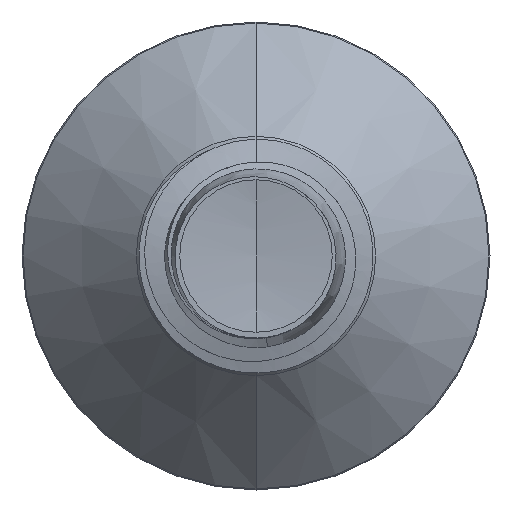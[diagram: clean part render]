
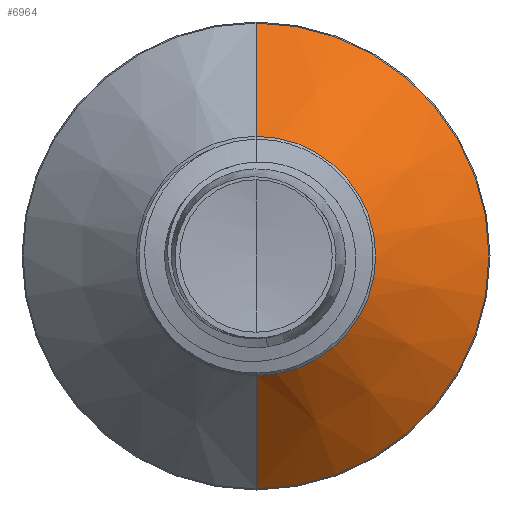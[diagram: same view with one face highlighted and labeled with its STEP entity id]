
A CAD part, front view. The second image highlights one B-rep face of the part: STEP entity #6964.
In plain terms, the highlighted conical face has half-angle 45 degrees and reference radius 2.302 mm.
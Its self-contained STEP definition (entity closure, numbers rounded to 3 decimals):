
#247 = AXIS2_PLACEMENT_3D ( 'NONE', #1234, #7866, #2225 ) ;
#343 = CIRCLE ( 'NONE', #247, 2.302 ) ;
#770 = DIRECTION ( 'NONE',  ( 0., 0.707, 0.707 ) ) ;
#1234 = CARTESIAN_POINT ( 'NONE',  ( 0., 2.102, 0. ) ) ;
#1662 = CARTESIAN_POINT ( 'NONE',  ( 0., 2.102, -2.302 ) ) ;
#1676 = EDGE_CURVE ( 'NONE', #5858, #8001, #2634, .T. ) ;
#1757 = CARTESIAN_POINT ( 'NONE',  ( 0., 2.102, 2.302 ) ) ;
#2140 = EDGE_LOOP ( 'NONE', ( #11603, #7214, #5021, #8387 ) ) ;
#2225 = DIRECTION ( 'NONE',  ( 0., 0., 1. ) ) ;
#2273 = VERTEX_POINT ( 'NONE', #9723 ) ;
#2436 = DIRECTION ( 'NONE',  ( 0., 0.707, -0.707 ) ) ;
#2485 = VECTOR ( 'NONE', #770, 1000. ) ;
#2634 = LINE ( 'NONE', #6193, #2705 ) ;
#2636 = LINE ( 'NONE', #1757, #2485 ) ;
#2705 = VECTOR ( 'NONE', #2436, 1000. ) ;
#3062 = DIRECTION ( 'NONE',  ( 0., 1., 0. ) ) ;
#3433 = CARTESIAN_POINT ( 'NONE',  ( 0., 4.28, 0. ) ) ;
#3909 = VERTEX_POINT ( 'NONE', #8207 ) ;
#4386 = DIRECTION ( 'NONE',  ( 0., 0., 1. ) ) ;
#4885 = EDGE_CURVE ( 'NONE', #2273, #3909, #2636, .T. ) ;
#5021 = ORIENTED_EDGE ( 'NONE', *, *, #6444, .F. ) ;
#5858 = VERTEX_POINT ( 'NONE', #1662 ) ;
#5994 = DIRECTION ( 'NONE',  ( 0., 0., 1. ) ) ;
#6193 = CARTESIAN_POINT ( 'NONE',  ( 0., 2.102, -2.302 ) ) ;
#6444 = EDGE_CURVE ( 'NONE', #3909, #8001, #9278, .T. ) ;
#6964 = ADVANCED_FACE ( 'NONE', ( #9982 ), #7194, .T. ) ;
#7194 = CONICAL_SURFACE ( 'NONE', #7921, 2.302, 0.785 ) ;
#7214 = ORIENTED_EDGE ( 'NONE', *, *, #1676, .T. ) ;
#7543 = AXIS2_PLACEMENT_3D ( 'NONE', #3433, #9986, #4386 ) ;
#7784 = EDGE_CURVE ( 'NONE', #2273, #5858, #343, .T. ) ;
#7866 = DIRECTION ( 'NONE',  ( 0., 1., 0. ) ) ;
#7921 = AXIS2_PLACEMENT_3D ( 'NONE', #11615, #3062, #5994 ) ;
#8001 = VERTEX_POINT ( 'NONE', #11719 ) ;
#8207 = CARTESIAN_POINT ( 'NONE',  ( 0., 4.28, 4.48 ) ) ;
#8387 = ORIENTED_EDGE ( 'NONE', *, *, #4885, .F. ) ;
#9278 = CIRCLE ( 'NONE', #7543, 4.48 ) ;
#9723 = CARTESIAN_POINT ( 'NONE',  ( 0., 2.102, 2.302 ) ) ;
#9982 = FACE_OUTER_BOUND ( 'NONE', #2140, .T. ) ;
#9986 = DIRECTION ( 'NONE',  ( 0., 1., 0. ) ) ;
#11603 = ORIENTED_EDGE ( 'NONE', *, *, #7784, .T. ) ;
#11615 = CARTESIAN_POINT ( 'NONE',  ( 0., 2.102, 0. ) ) ;
#11719 = CARTESIAN_POINT ( 'NONE',  ( 0., 4.28, -4.48 ) ) ;
